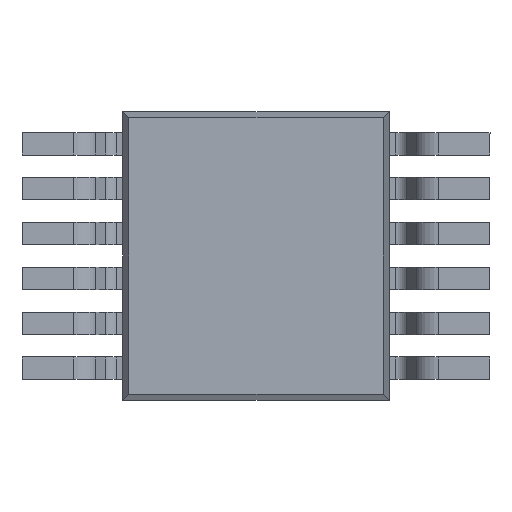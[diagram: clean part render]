
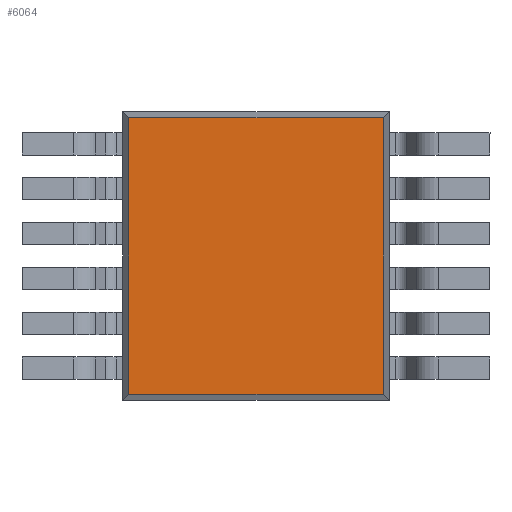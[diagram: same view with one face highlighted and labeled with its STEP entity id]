
A CAD part, front view. The second image highlights one B-rep face of the part: STEP entity #6064.
In plain terms, the highlighted planar face has unit normal (0, -1, 0).
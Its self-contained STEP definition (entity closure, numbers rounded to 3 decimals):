
#107 = ORIENTED_EDGE ( 'NONE', *, *, #5254, .T. ) ;
#118 = ORIENTED_EDGE ( 'NONE', *, *, #1684, .F. ) ;
#401 = EDGE_LOOP ( 'NONE', ( #4980, #5536, #118, #107 ) ) ;
#1113 = LINE ( 'NONE', #5291, #2192 ) ;
#1228 = VECTOR ( 'NONE', #1555, 1000. ) ;
#1241 = VECTOR ( 'NONE', #4280, 1000. ) ;
#1395 = DIRECTION ( 'NONE',  ( 0., 0., 1. ) ) ;
#1516 = VECTOR ( 'NONE', #5241, 1000. ) ;
#1555 = DIRECTION ( 'NONE',  ( 0., 0., -1. ) ) ;
#1684 = EDGE_CURVE ( 'NONE', #2186, #1915, #4757, .T. ) ;
#1841 = CARTESIAN_POINT ( 'NONE',  ( 3.965, 0., 4.306 ) ) ;
#1915 = VERTEX_POINT ( 'NONE', #1841 ) ;
#1986 = DIRECTION ( 'NONE',  ( 1., 0., 0. ) ) ;
#2186 = VERTEX_POINT ( 'NONE', #4513 ) ;
#2192 = VECTOR ( 'NONE', #1986, 1000. ) ;
#2378 = FACE_OUTER_BOUND ( 'NONE', #401, .T. ) ;
#2753 = VERTEX_POINT ( 'NONE', #4459 ) ;
#2847 = DIRECTION ( 'NONE',  ( 0., 1., 0. ) ) ;
#3975 = CARTESIAN_POINT ( 'NONE',  ( -3.965, 0., 4.5 ) ) ;
#4057 = AXIS2_PLACEMENT_3D ( 'NONE', #5605, #2847, #1395 ) ;
#4154 = CARTESIAN_POINT ( 'NONE',  ( 3.965, 0., 4.5 ) ) ;
#4280 = DIRECTION ( 'NONE',  ( 1., 0., 0. ) ) ;
#4459 = CARTESIAN_POINT ( 'NONE',  ( 3.965, 0., -4.306 ) ) ;
#4513 = CARTESIAN_POINT ( 'NONE',  ( -3.965, 0., 4.306 ) ) ;
#4757 = LINE ( 'NONE', #5282, #1241 ) ;
#4980 = ORIENTED_EDGE ( 'NONE', *, *, #5329, .T. ) ;
#5241 = DIRECTION ( 'NONE',  ( 0., 0., -1. ) ) ;
#5254 = EDGE_CURVE ( 'NONE', #2186, #5375, #5352, .T. ) ;
#5282 = CARTESIAN_POINT ( 'NONE',  ( -3.965, 0., 4.306 ) ) ;
#5291 = CARTESIAN_POINT ( 'NONE',  ( -3.965, 0., -4.306 ) ) ;
#5329 = EDGE_CURVE ( 'NONE', #5375, #2753, #1113, .T. ) ;
#5352 = LINE ( 'NONE', #3975, #1228 ) ;
#5375 = VERTEX_POINT ( 'NONE', #5891 ) ;
#5536 = ORIENTED_EDGE ( 'NONE', *, *, #6076, .F. ) ;
#5605 = CARTESIAN_POINT ( 'NONE',  ( -3.965, 0., 4.5 ) ) ;
#5637 = LINE ( 'NONE', #4154, #1516 ) ;
#5668 = PLANE ( 'NONE',  #4057 ) ;
#5891 = CARTESIAN_POINT ( 'NONE',  ( -3.965, 0., -4.306 ) ) ;
#6064 = ADVANCED_FACE ( 'NONE', ( #2378 ), #5668, .F. ) ;
#6076 = EDGE_CURVE ( 'NONE', #1915, #2753, #5637, .T. ) ;
